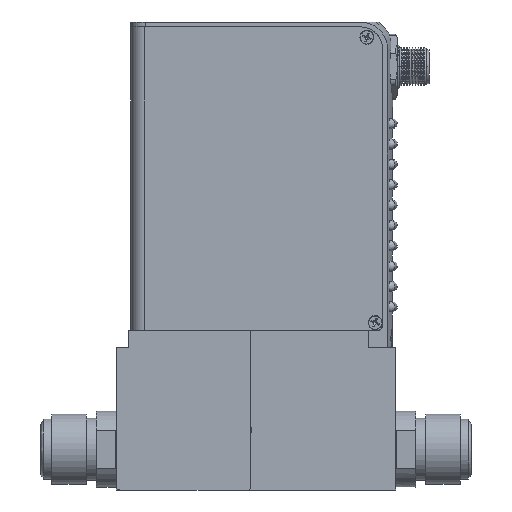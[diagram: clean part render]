
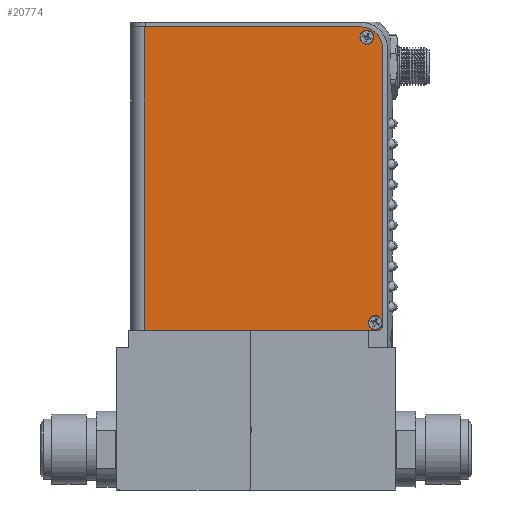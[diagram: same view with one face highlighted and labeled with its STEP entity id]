
A CAD part, left-side view. The second image highlights one B-rep face of the part: STEP entity #20774.
In plain terms, the highlighted planar face has unit normal (-1, 0, 0).
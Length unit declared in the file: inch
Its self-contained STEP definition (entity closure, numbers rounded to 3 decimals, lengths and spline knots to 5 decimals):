
#106 = EDGE_LOOP ( 'NONE', ( #19370, #24840, #27648, #12594, #35284, #26933 ) ) ;
#111 = CARTESIAN_POINT ( 'NONE',  ( -0.63471, 0.16711, 0.91409 ) ) ;
#374 = CARTESIAN_POINT ( 'NONE',  ( -0.63471, -2.66389, 1.09809 ) ) ;
#733 = AXIS2_PLACEMENT_3D ( 'NONE', #44035, #23067, #2094 ) ;
#1062 = DIRECTION ( 'NONE',  ( 0., 0., -1. ) ) ;
#2094 = DIRECTION ( 'NONE',  ( 0., 0., 1. ) ) ;
#2179 = CARTESIAN_POINT ( 'NONE',  ( -0.63471, -2.48189, 4.37509 ) ) ;
#2467 = CIRCLE ( 'NONE', #43667, 0.086 ) ;
#2689 = FACE_BOUND ( 'NONE', #10803, .T. ) ;
#4362 = AXIS2_PLACEMENT_3D ( 'NONE', #38039, #17032, #41585 ) ;
#5518 = EDGE_CURVE ( 'NONE', #14900, #29525, #28954, .T. ) ;
#5670 = DIRECTION ( 'NONE',  ( 0., 1., 0. ) ) ;
#6335 = ORIENTED_EDGE ( 'NONE', *, *, #9798, .F. ) ;
#9427 = CARTESIAN_POINT ( 'NONE',  ( -0.63471, -2.56189, 4.51609 ) ) ;
#9798 = EDGE_CURVE ( 'NONE', #42065, #38690, #21948, .T. ) ;
#10100 = AXIS2_PLACEMENT_3D ( 'NONE', #2179, #26666, #5670 ) ;
#10515 = VECTOR ( 'NONE', #23141, 39.37008 ) ;
#10584 = VERTEX_POINT ( 'NONE', #26481 ) ;
#10674 = CARTESIAN_POINT ( 'NONE',  ( -0.63471, 0.16711, 4.64509 ) ) ;
#10712 = CARTESIAN_POINT ( 'NONE',  ( -0.63471, -2.75189, 4.37509 ) ) ;
#10803 = EDGE_LOOP ( 'NONE', ( #26338, #32079 ) ) ;
#11435 = VERTEX_POINT ( 'NONE', #28287 ) ;
#12227 = CIRCLE ( 'NONE', #22267, 0.086 ) ;
#12241 = CARTESIAN_POINT ( 'NONE',  ( -0.63471, 0.16711, 4.64509 ) ) ;
#12263 = VERTEX_POINT ( 'NONE', #38052 ) ;
#12460 = VECTOR ( 'NONE', #1062, 39.37008 ) ;
#12594 = ORIENTED_EDGE ( 'NONE', *, *, #36152, .T. ) ;
#12977 = DIRECTION ( 'NONE',  ( 0., 0., 1. ) ) ;
#13253 = AXIS2_PLACEMENT_3D ( 'NONE', #12241, #43805, #22817 ) ;
#13276 = AXIS2_PLACEMENT_3D ( 'NONE', #38685, #17673, #42233 ) ;
#14316 = EDGE_CURVE ( 'NONE', #12263, #31373, #22403, .T. ) ;
#14900 = VERTEX_POINT ( 'NONE', #10712 ) ;
#14982 = CARTESIAN_POINT ( 'NONE',  ( -0.63471, 0.16711, 0.91409 ) ) ;
#16013 = VERTEX_POINT ( 'NONE', #111 ) ;
#16295 = CIRCLE ( 'NONE', #10100, 0.27 ) ;
#16639 = CARTESIAN_POINT ( 'NONE',  ( -0.63471, -2.56189, 4.60209 ) ) ;
#17032 = DIRECTION ( 'NONE',  ( -1., 0., 0. ) ) ;
#17673 = DIRECTION ( 'NONE',  ( -1., 0., 0. ) ) ;
#18519 = CARTESIAN_POINT ( 'NONE',  ( -0.63471, -2.66389, 1.01209 ) ) ;
#19197 = DIRECTION ( 'NONE',  ( 0., -1., 0. ) ) ;
#19284 = PLANE ( 'NONE',  #13253 ) ;
#19370 = ORIENTED_EDGE ( 'NONE', *, *, #45006, .T. ) ;
#19709 = EDGE_LOOP ( 'NONE', ( #40948, #6335 ) ) ;
#20774 = ADVANCED_FACE ( 'NONE', ( #22386, #2689, #21293 ), #19284, .F. ) ;
#21137 = VERTEX_POINT ( 'NONE', #10674 ) ;
#21293 = FACE_OUTER_BOUND ( 'NONE', #106, .T. ) ;
#21304 = LINE ( 'NONE', #14982, #38831 ) ;
#21948 = CIRCLE ( 'NONE', #733, 0.086 ) ;
#22064 = DIRECTION ( 'NONE',  ( 0., 0., 1. ) ) ;
#22267 = AXIS2_PLACEMENT_3D ( 'NONE', #18519, #43042, #22064 ) ;
#22386 = FACE_BOUND ( 'NONE', #19709, .T. ) ;
#22403 = CIRCLE ( 'NONE', #4362, 0.086 ) ;
#22817 = DIRECTION ( 'NONE',  ( 0., 1., 0. ) ) ;
#23067 = DIRECTION ( 'NONE',  ( -1., 0., 0. ) ) ;
#23141 = DIRECTION ( 'NONE',  ( 0., 0., -1. ) ) ;
#23298 = CARTESIAN_POINT ( 'NONE',  ( -0.63471, 0.16711, 4.64509 ) ) ;
#23475 = VECTOR ( 'NONE', #19197, 39.37008 ) ;
#24840 = ORIENTED_EDGE ( 'NONE', *, *, #32537, .T. ) ;
#26338 = ORIENTED_EDGE ( 'NONE', *, *, #39618, .F. ) ;
#26481 = CARTESIAN_POINT ( 'NONE',  ( -0.63471, -2.68889, 0.91409 ) ) ;
#26666 = DIRECTION ( 'NONE',  ( -1., 0., 0. ) ) ;
#26933 = ORIENTED_EDGE ( 'NONE', *, *, #27684, .T. ) ;
#27278 = CARTESIAN_POINT ( 'NONE',  ( -0.63471, -2.66389, 0.92609 ) ) ;
#27648 = ORIENTED_EDGE ( 'NONE', *, *, #5518, .F. ) ;
#27684 = EDGE_CURVE ( 'NONE', #21137, #16013, #37387, .T. ) ;
#28287 = CARTESIAN_POINT ( 'NONE',  ( -0.63471, -2.48189, 4.64509 ) ) ;
#28954 = LINE ( 'NONE', #35935, #12460 ) ;
#29525 = VERTEX_POINT ( 'NONE', #40259 ) ;
#31373 = VERTEX_POINT ( 'NONE', #16639 ) ;
#32079 = ORIENTED_EDGE ( 'NONE', *, *, #14316, .F. ) ;
#32537 = EDGE_CURVE ( 'NONE', #10584, #29525, #43865, .T. ) ;
#33956 = DIRECTION ( 'NONE',  ( -1., 0., 0. ) ) ;
#34489 = EDGE_CURVE ( 'NONE', #21137, #11435, #42124, .T. ) ;
#35284 = ORIENTED_EDGE ( 'NONE', *, *, #34489, .F. ) ;
#35935 = CARTESIAN_POINT ( 'NONE',  ( -0.63471, -2.75189, 4.64509 ) ) ;
#36152 = EDGE_CURVE ( 'NONE', #14900, #11435, #16295, .T. ) ;
#37387 = LINE ( 'NONE', #23298, #10515 ) ;
#38039 = CARTESIAN_POINT ( 'NONE',  ( -0.63471, -2.56189, 4.51609 ) ) ;
#38052 = CARTESIAN_POINT ( 'NONE',  ( -0.63471, -2.56189, 4.43009 ) ) ;
#38685 = CARTESIAN_POINT ( 'NONE',  ( -0.63471, -2.68889, 0.97709 ) ) ;
#38690 = VERTEX_POINT ( 'NONE', #374 ) ;
#38831 = VECTOR ( 'NONE', #39478, 39.37008 ) ;
#39478 = DIRECTION ( 'NONE',  ( 0., -1., 0. ) ) ;
#39618 = EDGE_CURVE ( 'NONE', #31373, #12263, #2467, .T. ) ;
#40165 = CARTESIAN_POINT ( 'NONE',  ( -0.63471, 0.16711, 4.64509 ) ) ;
#40259 = CARTESIAN_POINT ( 'NONE',  ( -0.63471, -2.75189, 0.97709 ) ) ;
#40664 = EDGE_CURVE ( 'NONE', #38690, #42065, #12227, .T. ) ;
#40948 = ORIENTED_EDGE ( 'NONE', *, *, #40664, .F. ) ;
#41585 = DIRECTION ( 'NONE',  ( 0., 0., 1. ) ) ;
#42065 = VERTEX_POINT ( 'NONE', #27278 ) ;
#42124 = LINE ( 'NONE', #40165, #23475 ) ;
#42233 = DIRECTION ( 'NONE',  ( 0., 1., 0. ) ) ;
#43042 = DIRECTION ( 'NONE',  ( -1., 0., 0. ) ) ;
#43667 = AXIS2_PLACEMENT_3D ( 'NONE', #9427, #33956, #12977 ) ;
#43805 = DIRECTION ( 'NONE',  ( 1., 0., 0. ) ) ;
#43865 = CIRCLE ( 'NONE', #13276, 0.063 ) ;
#44035 = CARTESIAN_POINT ( 'NONE',  ( -0.63471, -2.66389, 1.01209 ) ) ;
#45006 = EDGE_CURVE ( 'NONE', #16013, #10584, #21304, .T. ) ;
